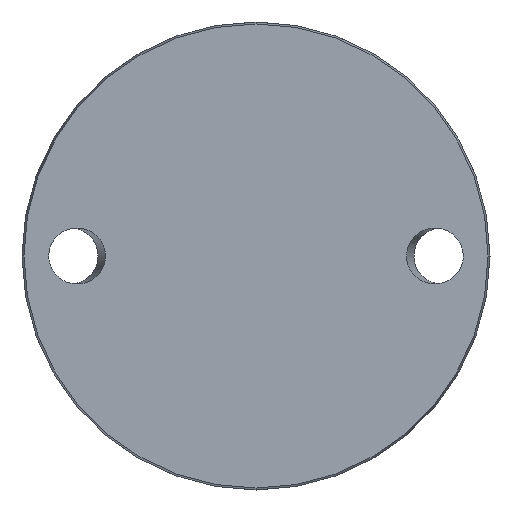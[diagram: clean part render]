
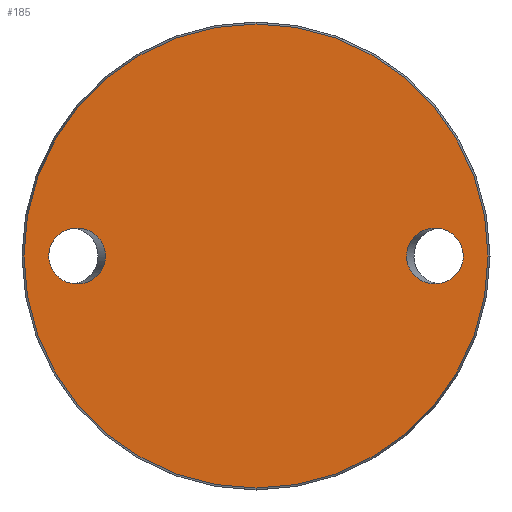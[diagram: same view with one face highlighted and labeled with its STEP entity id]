
A CAD part, front view. The second image highlights one B-rep face of the part: STEP entity #185.
In plain terms, the highlighted planar face has unit normal (0, -1, 0).
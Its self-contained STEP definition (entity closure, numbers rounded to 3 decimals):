
#8 = CARTESIAN_POINT ( 'NONE',  ( -61.115, 0., 0. ) ) ;
#23 = CARTESIAN_POINT ( 'NONE',  ( 44.385, 0., 0. ) ) ;
#39 = ORIENTED_EDGE ( 'NONE', *, *, #393, .T. ) ;
#63 = EDGE_CURVE ( 'NONE', #696, #696, #128, .T. ) ;
#121 = CARTESIAN_POINT ( 'NONE',  ( 44.385, 0., -16.5 ) ) ;
#128 =( BOUNDED_CURVE ( )  B_SPLINE_CURVE ( 3, ( #522, #121, #292, #267, #376, #841, #23 ),
 .UNSPECIFIED., .T., .F. ) 
 B_SPLINE_CURVE_WITH_KNOTS ( ( 4, 3, 4 ),
 ( 0., 3.142, 6.283 ),
 .UNSPECIFIED. ) 
 CURVE ( )  GEOMETRIC_REPRESENTATION_ITEM ( )  RATIONAL_B_SPLINE_CURVE ( ( 1., 0.333, 0.333, 1., 0.333, 0.333, 1. ) ) 
 REPRESENTATION_ITEM ( '' )  );
#140 = DIRECTION ( 'NONE',  ( 0., 0., 1. ) ) ;
#147 = DIRECTION ( 'NONE',  ( 0., 0., -1. ) ) ;
#152 = ORIENTED_EDGE ( 'NONE', *, *, #971, .T. ) ;
#177 = CARTESIAN_POINT ( 'NONE',  ( -61.115, 0., 0. ) ) ;
#185 = ADVANCED_FACE ( 'NONE', ( #933, #940, #214 ), #624, .F. ) ;
#214 = FACE_OUTER_BOUND ( 'NONE', #411, .T. ) ;
#267 = CARTESIAN_POINT ( 'NONE',  ( 61.115, 0., 0. ) ) ;
#292 = CARTESIAN_POINT ( 'NONE',  ( 61.115, 0., -16.5 ) ) ;
#319 = CARTESIAN_POINT ( 'NONE',  ( -44.385, 0., 16.5 ) ) ;
#376 = CARTESIAN_POINT ( 'NONE',  ( 61.115, 0., 16.5 ) ) ;
#384 = DIRECTION ( 'NONE',  ( 0., -1., 0. ) ) ;
#390 = EDGE_LOOP ( 'NONE', ( #917 ) ) ;
#393 = EDGE_CURVE ( 'NONE', #457, #457, #567, .T. ) ;
#407 = CARTESIAN_POINT ( 'NONE',  ( -61.115, 0., -16.5 ) ) ;
#410 = CARTESIAN_POINT ( 'NONE',  ( 0., 0., -68.425 ) ) ;
#411 = EDGE_LOOP ( 'NONE', ( #152 ) ) ;
#427 = CARTESIAN_POINT ( 'NONE',  ( -44.385, 0., 0. ) ) ;
#457 = VERTEX_POINT ( 'NONE', #842 ) ;
#485 = CIRCLE ( 'NONE', #667, 68.425 ) ;
#502 = AXIS2_PLACEMENT_3D ( 'NONE', #713, #553, #140 ) ;
#504 = CARTESIAN_POINT ( 'NONE',  ( -44.385, 0., -16.5 ) ) ;
#522 = CARTESIAN_POINT ( 'NONE',  ( 44.385, 0., 0. ) ) ;
#553 = DIRECTION ( 'NONE',  ( 0., 1., 0. ) ) ;
#567 =( BOUNDED_CURVE ( )  B_SPLINE_CURVE ( 3, ( #177, #737, #319, #427, #504, #407, #8 ),
 .UNSPECIFIED., .T., .F. ) 
 B_SPLINE_CURVE_WITH_KNOTS ( ( 4, 3, 4 ),
 ( 0., 3.142, 6.283 ),
 .UNSPECIFIED. ) 
 CURVE ( )  GEOMETRIC_REPRESENTATION_ITEM ( )  RATIONAL_B_SPLINE_CURVE ( ( 1., 0.333, 0.333, 1., 0.333, 0.333, 1. ) ) 
 REPRESENTATION_ITEM ( '' )  );
#624 = PLANE ( 'NONE',  #502 ) ;
#667 = AXIS2_PLACEMENT_3D ( 'NONE', #863, #384, #147 ) ;
#686 = CARTESIAN_POINT ( 'NONE',  ( 44.385, 0., 0. ) ) ;
#696 = VERTEX_POINT ( 'NONE', #686 ) ;
#713 = CARTESIAN_POINT ( 'NONE',  ( -68.425, 0., 0. ) ) ;
#718 = VERTEX_POINT ( 'NONE', #410 ) ;
#737 = CARTESIAN_POINT ( 'NONE',  ( -61.115, 0., 16.5 ) ) ;
#841 = CARTESIAN_POINT ( 'NONE',  ( 44.385, 0., 16.5 ) ) ;
#842 = CARTESIAN_POINT ( 'NONE',  ( -61.115, 0., 0. ) ) ;
#855 = EDGE_LOOP ( 'NONE', ( #39 ) ) ;
#863 = CARTESIAN_POINT ( 'NONE',  ( 0., 0., 0. ) ) ;
#917 = ORIENTED_EDGE ( 'NONE', *, *, #63, .F. ) ;
#933 = FACE_BOUND ( 'NONE', #855, .T. ) ;
#940 = FACE_BOUND ( 'NONE', #390, .T. ) ;
#971 = EDGE_CURVE ( 'NONE', #718, #718, #485, .T. ) ;
